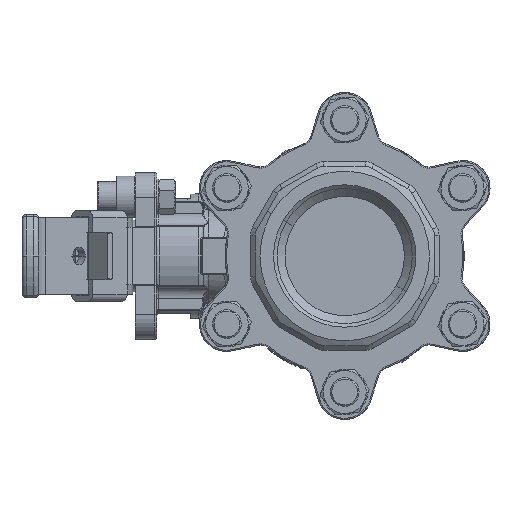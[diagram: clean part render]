
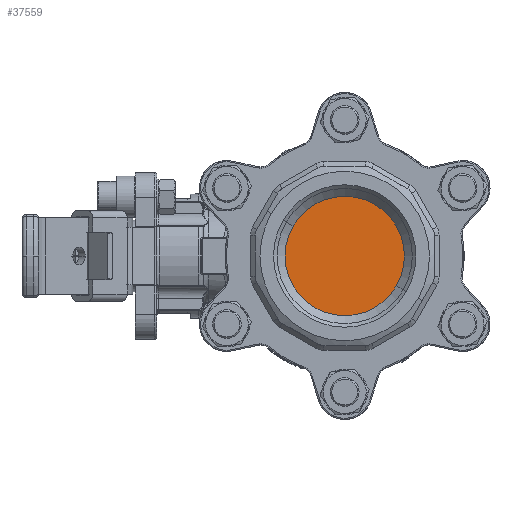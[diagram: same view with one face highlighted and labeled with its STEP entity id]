
A CAD part, left-side view. The second image highlights one B-rep face of the part: STEP entity #37559.
In plain terms, the highlighted planar face has unit normal (-1, 0, 0).
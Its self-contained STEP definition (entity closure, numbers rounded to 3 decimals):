
#3219 = EDGE_CURVE ( 'NONE', #13786, #18908, #70894, .T. ) ;
#4681 = CIRCLE ( 'NONE', #19652, 25.5 ) ;
#11409 = DIRECTION ( 'NONE',  ( 0., 0., -1. ) ) ;
#11844 = EDGE_CURVE ( 'NONE', #18908, #13786, #4681, .T. ) ;
#13786 = VERTEX_POINT ( 'NONE', #73371 ) ;
#16554 = FACE_OUTER_BOUND ( 'NONE', #28905, .T. ) ;
#18908 = VERTEX_POINT ( 'NONE', #33204 ) ;
#19652 = AXIS2_PLACEMENT_3D ( 'NONE', #20844, #52947, #22123 ) ;
#20844 = CARTESIAN_POINT ( 'NONE',  ( -35.7, 0., 0. ) ) ;
#21285 = ORIENTED_EDGE ( 'NONE', *, *, #11844, .T. ) ;
#21475 = ORIENTED_EDGE ( 'NONE', *, *, #3219, .T. ) ;
#22123 = DIRECTION ( 'NONE',  ( 0., 0.866, 0.5 ) ) ;
#28905 = EDGE_LOOP ( 'NONE', ( #21475, #21285 ) ) ;
#33204 = CARTESIAN_POINT ( 'NONE',  ( -35.7, 22.084, 12.75 ) ) ;
#36620 = DIRECTION ( 'NONE',  ( 1., 0., 0. ) ) ;
#37559 = ADVANCED_FACE ( 'NONE', ( #16554 ), #82346, .F. ) ;
#43977 = AXIS2_PLACEMENT_3D ( 'NONE', #82771, #36620, #11409 ) ;
#48556 = DIRECTION ( 'NONE',  ( -1., 0., 0. ) ) ;
#49798 = DIRECTION ( 'NONE',  ( 0., 0.866, 0.5 ) ) ;
#52947 = DIRECTION ( 'NONE',  ( -1., 0., 0. ) ) ;
#56654 = CARTESIAN_POINT ( 'NONE',  ( -35.7, 0., 0. ) ) ;
#59985 = AXIS2_PLACEMENT_3D ( 'NONE', #56654, #48556, #49798 ) ;
#70894 = CIRCLE ( 'NONE', #59985, 25.5 ) ;
#73371 = CARTESIAN_POINT ( 'NONE',  ( -35.7, -22.084, -12.75 ) ) ;
#82346 = PLANE ( 'NONE',  #43977 ) ;
#82771 = CARTESIAN_POINT ( 'NONE',  ( -35.7, 43., 0. ) ) ;
